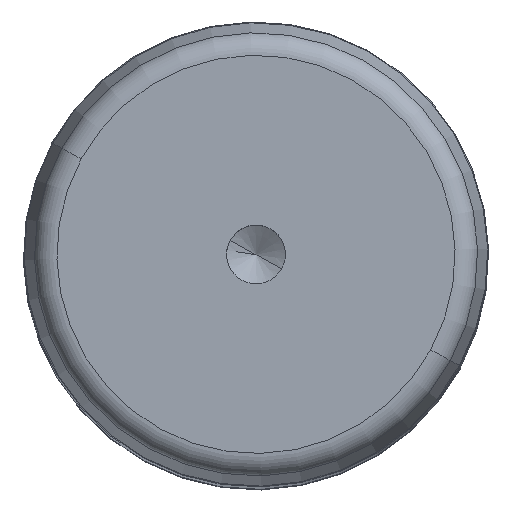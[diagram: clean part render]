
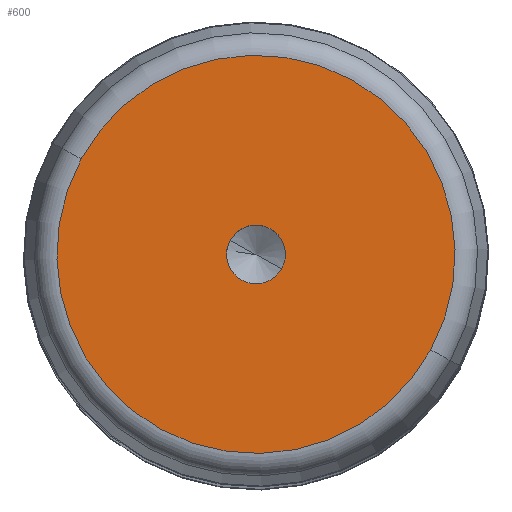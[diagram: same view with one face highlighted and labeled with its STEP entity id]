
A CAD part, top view. The second image highlights one B-rep face of the part: STEP entity #600.
In plain terms, the highlighted planar face has unit normal (0, 0, 1).
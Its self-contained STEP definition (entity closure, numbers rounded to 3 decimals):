
#522=CARTESIAN_POINT('Vertex',(-30.058,16.421,215.)) ;
#525=CARTESIAN_POINT('Axis2P3D Location',(0.,0.,215.)) ;
#529=CARTESIAN_POINT('Vertex',(30.058,-16.421,215.)) ;
#556=CARTESIAN_POINT('Axis2P3D Location',(0.,0.,215.)) ;
#573=CARTESIAN_POINT('Axis2P3D Location',(0.,0.,215.)) ;
#582=CARTESIAN_POINT('Axis2P3D Location',(0.,0.,215.)) ;
#586=CARTESIAN_POINT('Vertex',(-4.434,2.423,215.)) ;
#588=CARTESIAN_POINT('Vertex',(4.434,-2.423,215.)) ;
#591=CARTESIAN_POINT('Axis2P3D Location',(0.,0.,215.)) ;
#526=DIRECTION('Axis2P3D Direction',(-0.,0.,-1.)) ;
#557=DIRECTION('Axis2P3D Direction',(0.,0.,-1.)) ;
#574=DIRECTION('Axis2P3D Direction',(0.,0.,-1.)) ;
#575=DIRECTION('Axis2P3D XDirection',(1.,0.,0.)) ;
#583=DIRECTION('Axis2P3D Direction',(0.,0.,-1.)) ;
#592=DIRECTION('Axis2P3D Direction',(0.,0.,-1.)) ;
#527=AXIS2_PLACEMENT_3D('Circle Axis2P3D',#525,#526,$) ;
#558=AXIS2_PLACEMENT_3D('Circle Axis2P3D',#556,#557,$) ;
#576=AXIS2_PLACEMENT_3D('Plane Axis2P3D',#573,#574,#575) ;
#584=AXIS2_PLACEMENT_3D('Circle Axis2P3D',#582,#583,$) ;
#593=AXIS2_PLACEMENT_3D('Circle Axis2P3D',#591,#592,$) ;
#579=ORIENTED_EDGE('',*,*,#531,.F.) ;
#580=ORIENTED_EDGE('',*,*,#560,.F.) ;
#597=ORIENTED_EDGE('',*,*,#590,.T.) ;
#598=ORIENTED_EDGE('',*,*,#595,.T.) ;
#599=FACE_BOUND('',#596,.T.) ;
#600=ADVANCED_FACE('PartBody',(#581,#599),#577,.F.) ;
#528=CIRCLE('generated circle',#527,34.251) ;
#559=CIRCLE('generated circle',#558,34.251) ;
#585=CIRCLE('generated circle',#584,5.053) ;
#594=CIRCLE('generated circle',#593,5.053) ;
#531=EDGE_CURVE('',#523,#530,#528,.T.) ;
#560=EDGE_CURVE('',#530,#523,#559,.T.) ;
#590=EDGE_CURVE('',#587,#589,#585,.T.) ;
#595=EDGE_CURVE('',#589,#587,#594,.T.) ;
#578=EDGE_LOOP('',(#579,#580)) ;
#596=EDGE_LOOP('',(#597,#598)) ;
#581=FACE_OUTER_BOUND('',#578,.T.) ;
#577=PLANE('Plane',#576) ;
#523=VERTEX_POINT('',#522) ;
#530=VERTEX_POINT('',#529) ;
#587=VERTEX_POINT('',#586) ;
#589=VERTEX_POINT('',#588) ;
